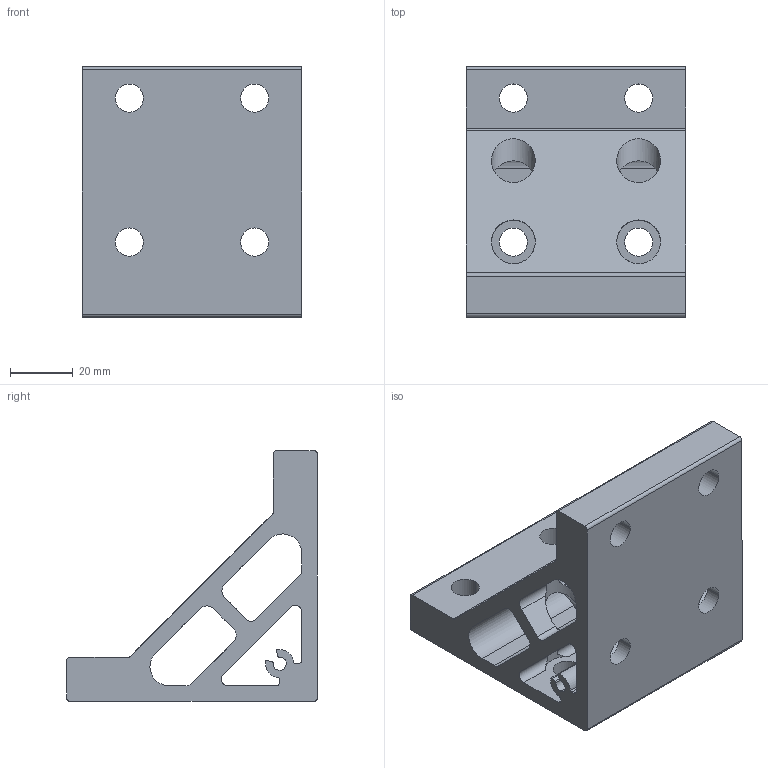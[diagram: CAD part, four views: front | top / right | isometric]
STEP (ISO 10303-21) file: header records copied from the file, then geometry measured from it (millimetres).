
FILE_DESCRIPTION( ( '' ), '1' );
FILE_NAME( 'hbludw8_2_14b.stp', '2014-06-17T16:28:09', ( '' ), ( '' ), ' ', ' ', ' ' );
FILE_SCHEMA( ( 'automotive_design' ) );
Length unit declared in the file: millimetre
Products named in the file (1): 1
Bounding box: 70 x 80 x 80 mm (x, y, z)
Volume: 123438.1 mm3; surface area: 43104.7 mm2
Topology: 1 solids, 1 shells, 115 faces, 359 edges, 234 vertices
Faces by surface type: cylinder 85, plane 30
Entity records: 8604 total; most frequent: CARTESIAN_POINT 1339, DIRECTION 727, ORIENTED_EDGE 718, STYLED_ITEM 709, PRESENTATION_STYLE_ASSIGNMENT 709, COLOUR_RGB 709, EDGE_CURVE 359, CURVE_STYLE 359
